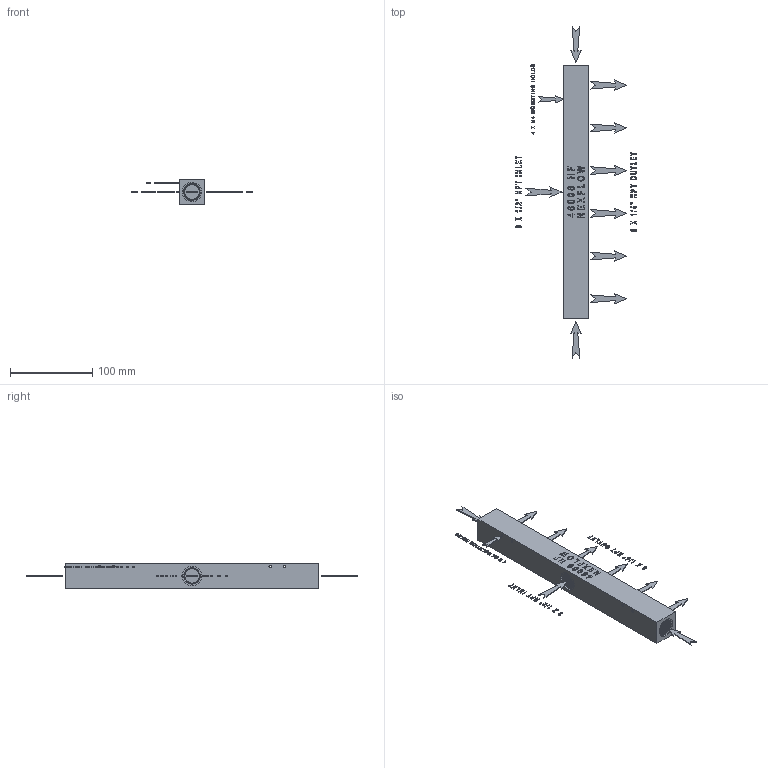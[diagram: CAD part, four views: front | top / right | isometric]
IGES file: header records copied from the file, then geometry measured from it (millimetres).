
Start section: START RECORD GO HERE.
Global section: file name: 31.5 mm sq 6 holes manifold_New.igs; native system: DASSAULT SYSTEMES CATIA V5 R20 - www.3ds.com; preprocessor: CATIA Version 5 Release 20 ; author: DRAFTMAN; organization: KJNDESGN; date: 20150302.174156; units: millimetre
Bounding box: 147.24 x 404.14 x 31.5 mm (x, y, z)
Volume: 283468.1 mm3; surface area: 60864.9 mm2
Topology: 59 solids, 59 shells, 2567 faces, 6872 edges, 4292 vertices
Faces by surface type: bspline 1220, plane 720, extrusion 380, revolution 247
